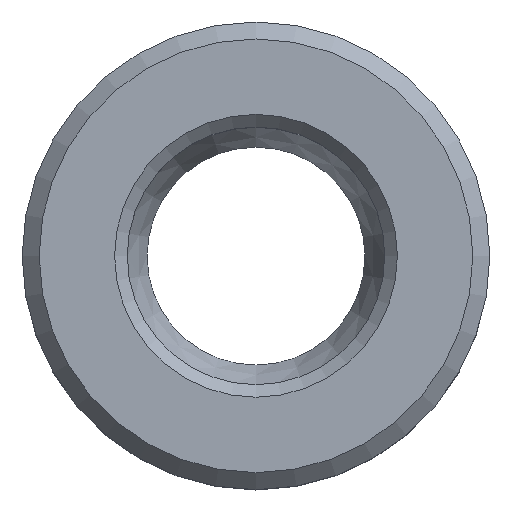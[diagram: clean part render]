
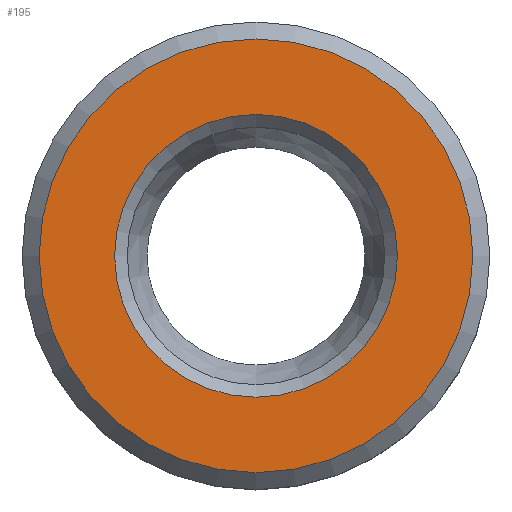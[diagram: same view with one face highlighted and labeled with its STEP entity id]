
A CAD part, top view. The second image highlights one B-rep face of the part: STEP entity #195.
In plain terms, the highlighted planar face has unit normal (0, 0, 1).
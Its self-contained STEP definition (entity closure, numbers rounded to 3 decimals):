
#34=ORIENTED_EDGE('',*,*,#54,.T.);
#35=ORIENTED_EDGE('',*,*,#55,.T.);
#54=EDGE_CURVE('',#64,#64,#74,.T.);
#55=EDGE_CURVE('',#65,#65,#75,.F.);
#64=VERTEX_POINT('',#287);
#65=VERTEX_POINT('',#289);
#74=CIRCLE('',#217,16.625);
#75=CIRCLE('',#218,25.5);
#84=EDGE_LOOP('',(#34));
#85=EDGE_LOOP('',(#35));
#104=FACE_BOUND('',#84,.T.);
#105=FACE_BOUND('',#85,.T.);
#119=PLANE('',#216);
#195=ADVANCED_FACE('',(#104,#105),#119,.F.);
#216=AXIS2_PLACEMENT_3D('',#285,#247,#248);
#217=AXIS2_PLACEMENT_3D('',#286,#249,#250);
#218=AXIS2_PLACEMENT_3D('',#288,#251,#252);
#247=DIRECTION('',(0.,0.,-1.));
#248=DIRECTION('',(-1.,0.,0.));
#249=DIRECTION('',(0.,0.,-1.));
#250=DIRECTION('',(-1.,0.,0.));
#251=DIRECTION('',(0.,0.,-1.));
#252=DIRECTION('',(-1.,0.,0.));
#285=CARTESIAN_POINT('',(0.,0.,23.));
#286=CARTESIAN_POINT('',(0.,0.,23.));
#287=CARTESIAN_POINT('',(-16.625,0.,23.));
#288=CARTESIAN_POINT('',(0.,0.,23.));
#289=CARTESIAN_POINT('',(-25.5,0.,23.));
